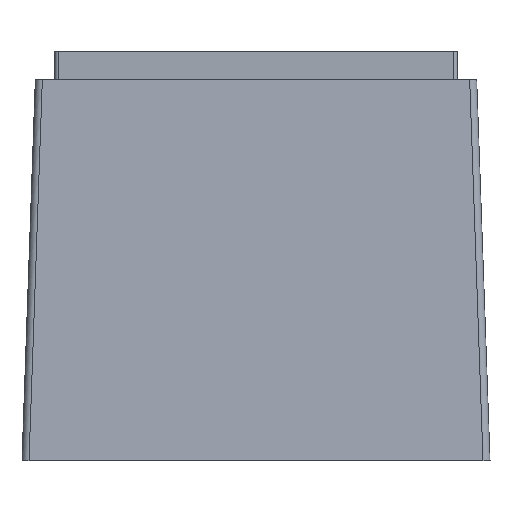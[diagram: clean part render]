
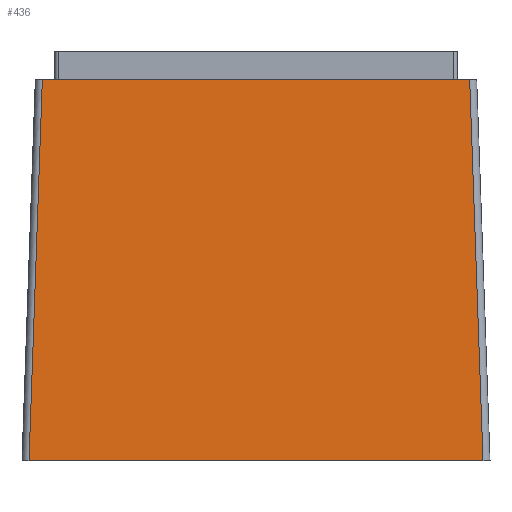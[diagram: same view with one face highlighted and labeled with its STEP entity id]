
A CAD part, left-side view. The second image highlights one B-rep face of the part: STEP entity #436.
In plain terms, the highlighted planar face has unit normal (-0.999, 0, 0.035).
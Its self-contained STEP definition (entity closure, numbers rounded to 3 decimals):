
#423=AXIS2_PLACEMENT_3D('Plane Axis2P3D',#420,#421,#422) ;
#76=CARTESIAN_POINT('Line Origine',(0.569,10.,16.3)) ;
#80=CARTESIAN_POINT('Vertex',(0.569,0.869,16.3)) ;
#82=CARTESIAN_POINT('Vertex',(0.569,19.131,16.3)) ;
#365=CARTESIAN_POINT('Vertex',(0.,0.3,0.)) ;
#368=CARTESIAN_POINT('Line Origine',(0.,10.,0.)) ;
#372=CARTESIAN_POINT('Vertex',(0.,19.7,0.)) ;
#408=CARTESIAN_POINT('Line Origine',(-0.796,20.496,-22.803)) ;
#420=CARTESIAN_POINT('Axis2P3D Location',(0.,20.,0.)) ;
#425=CARTESIAN_POINT('Line Origine',(0.285,0.584,8.15)) ;
#77=DIRECTION('Vector Direction',(0.,1.,0.)) ;
#369=DIRECTION('Vector Direction',(0.,1.,0.)) ;
#409=DIRECTION('Vector Direction',(0.035,-0.035,0.999)) ;
#421=DIRECTION('Axis2P3D Direction',(-0.999,0.,0.035)) ;
#422=DIRECTION('Axis2P3D XDirection',(0.,-1.,0.)) ;
#426=DIRECTION('Vector Direction',(0.035,0.035,0.999)) ;
#78=VECTOR('Line Direction',#77,1.) ;
#370=VECTOR('Line Direction',#369,1.) ;
#410=VECTOR('Line Direction',#409,1.) ;
#427=VECTOR('Line Direction',#426,1.) ;
#431=ORIENTED_EDGE('',*,*,#374,.F.) ;
#432=ORIENTED_EDGE('',*,*,#429,.T.) ;
#433=ORIENTED_EDGE('',*,*,#84,.T.) ;
#434=ORIENTED_EDGE('',*,*,#412,.F.) ;
#436=ADVANCED_FACE('K\X2\00F6\X0\rper',(#435),#424,.T.) ;
#84=EDGE_CURVE('',#81,#83,#79,.T.) ;
#374=EDGE_CURVE('',#366,#373,#371,.T.) ;
#412=EDGE_CURVE('',#373,#83,#411,.T.) ;
#429=EDGE_CURVE('',#366,#81,#428,.T.) ;
#430=EDGE_LOOP('',(#431,#432,#433,#434)) ;
#435=FACE_OUTER_BOUND('',#430,.T.) ;
#79=LINE('Line',#76,#78) ;
#371=LINE('Line',#368,#370) ;
#411=LINE('Line',#408,#410) ;
#428=LINE('Line',#425,#427) ;
#424=PLANE('',#423) ;
#81=VERTEX_POINT('',#80) ;
#83=VERTEX_POINT('',#82) ;
#366=VERTEX_POINT('',#365) ;
#373=VERTEX_POINT('',#372) ;
